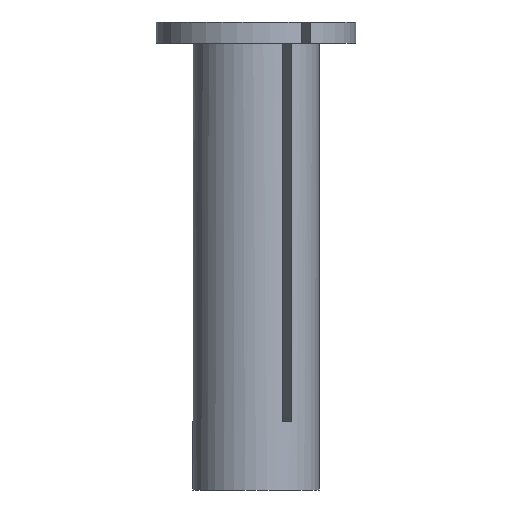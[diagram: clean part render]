
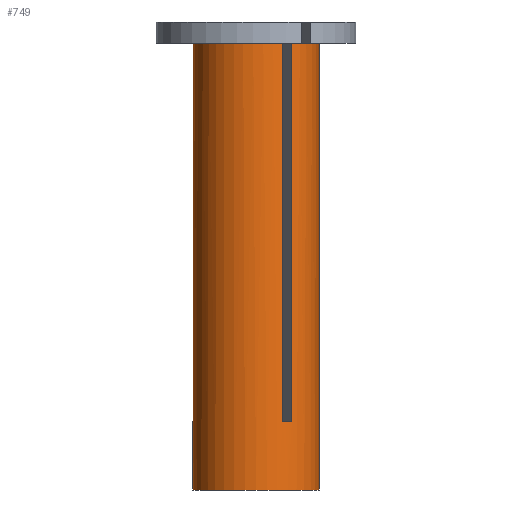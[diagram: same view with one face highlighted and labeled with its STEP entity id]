
A CAD part, front view. The second image highlights one B-rep face of the part: STEP entity #749.
In plain terms, the highlighted cylindrical face has radius 6 mm (diameter 12 mm), a partial arc.
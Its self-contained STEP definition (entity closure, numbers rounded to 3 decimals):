
#7 = AXIS2_PLACEMENT_3D ( 'NONE', #859, #940, #280 ) ;
#23 = DIRECTION ( 'NONE',  ( 0., 0., -1. ) ) ;
#46 = CARTESIAN_POINT ( 'NONE',  ( 6., 0., -14.163 ) ) ;
#61 = CARTESIAN_POINT ( 'NONE',  ( 6., 0., 42.5 ) ) ;
#72 = VERTEX_POINT ( 'NONE', #279 ) ;
#77 = CIRCLE ( 'NONE', #458, 6. ) ;
#78 = DIRECTION ( 'NONE',  ( 0., 0., -1. ) ) ;
#79 = CIRCLE ( 'NONE', #117, 6. ) ;
#91 = DIRECTION ( 'NONE',  ( 0., 0., 1. ) ) ;
#94 = DIRECTION ( 'NONE',  ( -1., 0., 0. ) ) ;
#117 = AXIS2_PLACEMENT_3D ( 'NONE', #174, #409, #745 ) ;
#124 = ORIENTED_EDGE ( 'NONE', *, *, #215, .F. ) ;
#127 = ORIENTED_EDGE ( 'NONE', *, *, #631, .T. ) ;
#140 = DIRECTION ( 'NONE',  ( 0., 0., 1. ) ) ;
#153 = VECTOR ( 'NONE', #213, 1000. ) ;
#174 = CARTESIAN_POINT ( 'NONE',  ( 0., 0., 6.5 ) ) ;
#187 = VERTEX_POINT ( 'NONE', #608 ) ;
#195 = ORIENTED_EDGE ( 'NONE', *, *, #387, .F. ) ;
#203 = ORIENTED_EDGE ( 'NONE', *, *, #803, .F. ) ;
#213 = DIRECTION ( 'NONE',  ( 0., 0., -1. ) ) ;
#215 = EDGE_CURVE ( 'NONE', #526, #187, #992, .T. ) ;
#241 = ORIENTED_EDGE ( 'NONE', *, *, #603, .F. ) ;
#273 = EDGE_CURVE ( 'NONE', #72, #987, #486, .T. ) ;
#279 = CARTESIAN_POINT ( 'NONE',  ( 2.557, -5.428, 42.5 ) ) ;
#280 = DIRECTION ( 'NONE',  ( -1., 0., 0. ) ) ;
#286 = VERTEX_POINT ( 'NONE', #786 ) ;
#301 = EDGE_CURVE ( 'NONE', #286, #688, #994, .T. ) ;
#307 = CARTESIAN_POINT ( 'NONE',  ( 0., 0., 42.5 ) ) ;
#313 = AXIS2_PLACEMENT_3D ( 'NONE', #881, #639, #725 ) ;
#329 = ORIENTED_EDGE ( 'NONE', *, *, #969, .T. ) ;
#333 = CARTESIAN_POINT ( 'NONE',  ( -5.979, -0.5, 6.5 ) ) ;
#339 = CIRCLE ( 'NONE', #7, 6. ) ;
#351 = CARTESIAN_POINT ( 'NONE',  ( -6., 0., 6.5 ) ) ;
#355 = CARTESIAN_POINT ( 'NONE',  ( -6., 0., 0. ) ) ;
#387 = EDGE_CURVE ( 'NONE', #72, #286, #917, .T. ) ;
#395 = VERTEX_POINT ( 'NONE', #355 ) ;
#409 = DIRECTION ( 'NONE',  ( 0., 0., 1. ) ) ;
#431 = CARTESIAN_POINT ( 'NONE',  ( 3.423, -4.928, -14.163 ) ) ;
#458 = AXIS2_PLACEMENT_3D ( 'NONE', #1015, #606, #772 ) ;
#468 = DIRECTION ( 'NONE',  ( 0., 0., -1. ) ) ;
#486 = CIRCLE ( 'NONE', #632, 6. ) ;
#526 = VERTEX_POINT ( 'NONE', #61 ) ;
#532 = ORIENTED_EDGE ( 'NONE', *, *, #552, .F. ) ;
#542 = CARTESIAN_POINT ( 'NONE',  ( -5.979, -0.5, -14.163 ) ) ;
#552 = EDGE_CURVE ( 'NONE', #692, #987, #697, .T. ) ;
#560 = CYLINDRICAL_SURFACE ( 'NONE', #806, 6. ) ;
#603 = EDGE_CURVE ( 'NONE', #751, #692, #79, .T. ) ;
#606 = DIRECTION ( 'NONE',  ( 0., 0., -1. ) ) ;
#608 = CARTESIAN_POINT ( 'NONE',  ( 6., 0., 0. ) ) ;
#609 = ORIENTED_EDGE ( 'NONE', *, *, #877, .F. ) ;
#626 = LINE ( 'NONE', #431, #795 ) ;
#631 = EDGE_CURVE ( 'NONE', #751, #395, #922, .T. ) ;
#632 = AXIS2_PLACEMENT_3D ( 'NONE', #307, #468, #723 ) ;
#639 = DIRECTION ( 'NONE',  ( 0., 0., 1. ) ) ;
#655 = VECTOR ( 'NONE', #78, 1000. ) ;
#659 = CARTESIAN_POINT ( 'NONE',  ( -6., 0., -14.163 ) ) ;
#664 = FACE_OUTER_BOUND ( 'NONE', #1005, .T. ) ;
#673 = CARTESIAN_POINT ( 'NONE',  ( 0., 0., -14.163 ) ) ;
#681 = CARTESIAN_POINT ( 'NONE',  ( 2.557, -5.428, -14.163 ) ) ;
#688 = VERTEX_POINT ( 'NONE', #737 ) ;
#692 = VERTEX_POINT ( 'NONE', #333 ) ;
#697 = LINE ( 'NONE', #542, #936 ) ;
#702 = ORIENTED_EDGE ( 'NONE', *, *, #301, .F. ) ;
#712 = CARTESIAN_POINT ( 'NONE',  ( -5.979, -0.5, 42.5 ) ) ;
#723 = DIRECTION ( 'NONE',  ( -1., 0., 0. ) ) ;
#725 = DIRECTION ( 'NONE',  ( -1., 0., 0. ) ) ;
#737 = CARTESIAN_POINT ( 'NONE',  ( 3.423, -4.928, 6.5 ) ) ;
#745 = DIRECTION ( 'NONE',  ( -1., 0., 0. ) ) ;
#749 = ADVANCED_FACE ( 'NONE', ( #664 ), #560, .T. ) ;
#751 = VERTEX_POINT ( 'NONE', #351 ) ;
#772 = DIRECTION ( 'NONE',  ( -1., 0., 0. ) ) ;
#786 = CARTESIAN_POINT ( 'NONE',  ( 2.557, -5.428, 6.5 ) ) ;
#795 = VECTOR ( 'NONE', #91, 1000. ) ;
#801 = VERTEX_POINT ( 'NONE', #912 ) ;
#803 = EDGE_CURVE ( 'NONE', #688, #801, #626, .T. ) ;
#806 = AXIS2_PLACEMENT_3D ( 'NONE', #673, #23, #94 ) ;
#859 = CARTESIAN_POINT ( 'NONE',  ( 0., 0., 0. ) ) ;
#877 = EDGE_CURVE ( 'NONE', #187, #395, #339, .T. ) ;
#881 = CARTESIAN_POINT ( 'NONE',  ( 0., 0., 6.5 ) ) ;
#892 = VECTOR ( 'NONE', #1016, 1000. ) ;
#912 = CARTESIAN_POINT ( 'NONE',  ( 3.423, -4.928, 42.5 ) ) ;
#913 = ORIENTED_EDGE ( 'NONE', *, *, #273, .T. ) ;
#917 = LINE ( 'NONE', #681, #892 ) ;
#922 = LINE ( 'NONE', #659, #655 ) ;
#936 = VECTOR ( 'NONE', #140, 1000. ) ;
#940 = DIRECTION ( 'NONE',  ( 0., 0., -1. ) ) ;
#969 = EDGE_CURVE ( 'NONE', #526, #801, #77, .T. ) ;
#987 = VERTEX_POINT ( 'NONE', #712 ) ;
#992 = LINE ( 'NONE', #46, #153 ) ;
#994 = CIRCLE ( 'NONE', #313, 6. ) ;
#1005 = EDGE_LOOP ( 'NONE', ( #124, #329, #203, #702, #195, #913, #532, #241, #127, #609 ) ) ;
#1015 = CARTESIAN_POINT ( 'NONE',  ( 0., 0., 42.5 ) ) ;
#1016 = DIRECTION ( 'NONE',  ( 0., 0., -1. ) ) ;
